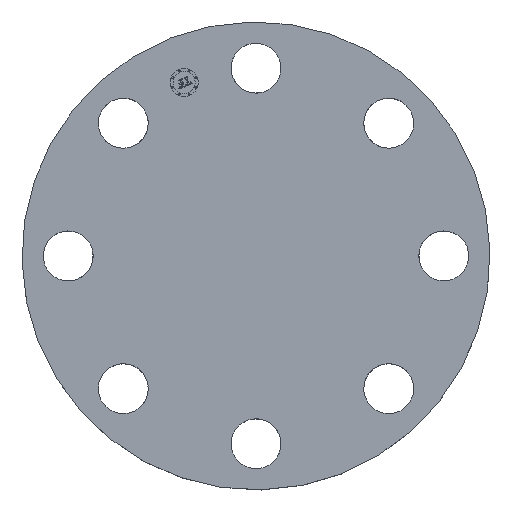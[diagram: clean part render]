
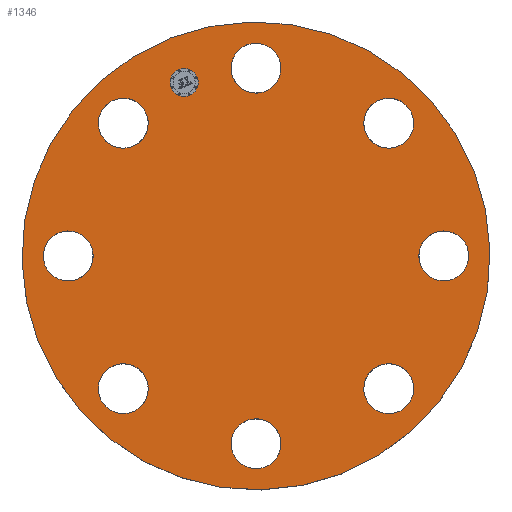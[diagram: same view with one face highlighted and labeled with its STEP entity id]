
A CAD part, top view. The second image highlights one B-rep face of the part: STEP entity #1346.
In plain terms, the highlighted planar face has unit normal (0, 0, 1).
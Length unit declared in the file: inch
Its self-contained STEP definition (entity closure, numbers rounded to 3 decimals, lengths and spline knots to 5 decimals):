
#273=AXIS2_PLACEMENT_3D('Circle Axis2P3D',#271,#272,$) ;
#294=AXIS2_PLACEMENT_3D('Circle Axis2P3D',#292,#293,$) ;
#353=AXIS2_PLACEMENT_3D('Circle Axis2P3D',#351,#352,$) ;
#374=AXIS2_PLACEMENT_3D('Circle Axis2P3D',#372,#373,$) ;
#433=AXIS2_PLACEMENT_3D('Circle Axis2P3D',#431,#432,$) ;
#454=AXIS2_PLACEMENT_3D('Circle Axis2P3D',#452,#453,$) ;
#513=AXIS2_PLACEMENT_3D('Circle Axis2P3D',#511,#512,$) ;
#534=AXIS2_PLACEMENT_3D('Circle Axis2P3D',#532,#533,$) ;
#593=AXIS2_PLACEMENT_3D('Circle Axis2P3D',#591,#592,$) ;
#614=AXIS2_PLACEMENT_3D('Circle Axis2P3D',#612,#613,$) ;
#673=AXIS2_PLACEMENT_3D('Circle Axis2P3D',#671,#672,$) ;
#694=AXIS2_PLACEMENT_3D('Circle Axis2P3D',#692,#693,$) ;
#753=AXIS2_PLACEMENT_3D('Circle Axis2P3D',#751,#752,$) ;
#774=AXIS2_PLACEMENT_3D('Circle Axis2P3D',#772,#773,$) ;
#1018=AXIS2_PLACEMENT_3D('Circle Axis2P3D',#1016,#1017,$) ;
#1037=AXIS2_PLACEMENT_3D('Circle Axis2P3D',#1035,#1036,$) ;
#1080=AXIS2_PLACEMENT_3D('Circle Axis2P3D',#1078,#1079,$) ;
#1096=AXIS2_PLACEMENT_3D('Circle Axis2P3D',#1094,#1095,$) ;
#1290=AXIS2_PLACEMENT_3D('Plane Axis2P3D',#1287,#1288,#1289) ;
#1330=AXIS2_PLACEMENT_3D('Circle Axis2P3D',#1328,#1329,$) ;
#1339=AXIS2_PLACEMENT_3D('Circle Axis2P3D',#1337,#1338,$) ;
#235=CARTESIAN_POINT('Vertex',(-1.91832,2.4644,1.06)) ;
#268=CARTESIAN_POINT('Vertex',(-2.76273,2.21665,1.06)) ;
#271=CARTESIAN_POINT('Axis2P3D Location',(-2.34052,2.34052,1.06)) ;
#292=CARTESIAN_POINT('Axis2P3D Location',(-2.34052,2.34052,1.06)) ;
#315=CARTESIAN_POINT('Vertex',(3.09905,-0.38614,1.06)) ;
#348=CARTESIAN_POINT('Vertex',(3.52095,0.38614,1.06)) ;
#351=CARTESIAN_POINT('Axis2P3D Location',(3.31,0.,1.06)) ;
#372=CARTESIAN_POINT('Axis2P3D Location',(3.31,0.,1.06)) ;
#395=CARTESIAN_POINT('Vertex',(1.91832,-2.4644,1.06)) ;
#428=CARTESIAN_POINT('Vertex',(2.76273,-2.21665,1.06)) ;
#431=CARTESIAN_POINT('Axis2P3D Location',(2.34052,-2.34052,1.06)) ;
#452=CARTESIAN_POINT('Axis2P3D Location',(2.34052,-2.34052,1.06)) ;
#475=CARTESIAN_POINT('Vertex',(2.4644,1.91832,1.06)) ;
#508=CARTESIAN_POINT('Vertex',(2.21665,2.76273,1.06)) ;
#511=CARTESIAN_POINT('Axis2P3D Location',(2.34052,2.34052,1.06)) ;
#532=CARTESIAN_POINT('Axis2P3D Location',(2.34052,2.34052,1.06)) ;
#555=CARTESIAN_POINT('Vertex',(-3.09905,0.38614,1.06)) ;
#588=CARTESIAN_POINT('Vertex',(-3.52095,-0.38614,1.06)) ;
#591=CARTESIAN_POINT('Axis2P3D Location',(-3.31,0.,1.06)) ;
#612=CARTESIAN_POINT('Axis2P3D Location',(-3.31,0.,1.06)) ;
#635=CARTESIAN_POINT('Vertex',(-0.38614,-3.09905,1.06)) ;
#668=CARTESIAN_POINT('Vertex',(0.38614,-3.52095,1.06)) ;
#671=CARTESIAN_POINT('Axis2P3D Location',(0.,-3.31,1.06)) ;
#692=CARTESIAN_POINT('Axis2P3D Location',(0.,-3.31,1.06)) ;
#715=CARTESIAN_POINT('Vertex',(-2.4644,-1.91832,1.06)) ;
#748=CARTESIAN_POINT('Vertex',(-2.21665,-2.76273,1.06)) ;
#751=CARTESIAN_POINT('Axis2P3D Location',(-2.34052,-2.34052,1.06)) ;
#772=CARTESIAN_POINT('Axis2P3D Location',(-2.34052,-2.34052,1.06)) ;
#1013=CARTESIAN_POINT('Vertex',(1.97763,3.62003,1.06)) ;
#1016=CARTESIAN_POINT('Axis2P3D Location',(0.,0.,1.06)) ;
#1020=CARTESIAN_POINT('Vertex',(-1.97763,-3.62003,1.06)) ;
#1035=CARTESIAN_POINT('Axis2P3D Location',(0.,0.,1.06)) ;
#1068=CARTESIAN_POINT('Vertex',(0.38614,3.09905,1.06)) ;
#1075=CARTESIAN_POINT('Vertex',(-0.38614,3.52095,1.06)) ;
#1078=CARTESIAN_POINT('Axis2P3D Location',(0.,3.31,1.06)) ;
#1094=CARTESIAN_POINT('Axis2P3D Location',(0.,3.31,1.06)) ;
#1287=CARTESIAN_POINT('Axis2P3D Location',(0.,4.125,1.06)) ;
#1328=CARTESIAN_POINT('Axis2P3D Location',(-1.26668,3.05804,1.06)) ;
#1332=CARTESIAN_POINT('Vertex',(-1.49534,2.96333,1.06)) ;
#1334=CARTESIAN_POINT('Vertex',(-1.03802,3.15276,1.06)) ;
#1337=CARTESIAN_POINT('Axis2P3D Location',(-1.26668,3.05804,1.06)) ;
#272=DIRECTION('Axis2P3D Direction',(0.,0.,-0.039)) ;
#293=DIRECTION('Axis2P3D Direction',(0.,0.,-0.039)) ;
#352=DIRECTION('Axis2P3D Direction',(0.,-0.,-0.039)) ;
#373=DIRECTION('Axis2P3D Direction',(0.,-0.,-0.039)) ;
#432=DIRECTION('Axis2P3D Direction',(-0.,0.,-0.039)) ;
#453=DIRECTION('Axis2P3D Direction',(-0.,0.,-0.039)) ;
#512=DIRECTION('Axis2P3D Direction',(0.,-0.,-0.039)) ;
#533=DIRECTION('Axis2P3D Direction',(0.,-0.,-0.039)) ;
#592=DIRECTION('Axis2P3D Direction',(0.,0.,-0.039)) ;
#613=DIRECTION('Axis2P3D Direction',(0.,0.,-0.039)) ;
#672=DIRECTION('Axis2P3D Direction',(-0.,0.,-0.039)) ;
#693=DIRECTION('Axis2P3D Direction',(-0.,0.,-0.039)) ;
#752=DIRECTION('Axis2P3D Direction',(0.,0.,-0.039)) ;
#773=DIRECTION('Axis2P3D Direction',(0.,0.,-0.039)) ;
#1017=DIRECTION('Axis2P3D Direction',(0.,0.,-0.039)) ;
#1036=DIRECTION('Axis2P3D Direction',(0.,0.,-0.039)) ;
#1079=DIRECTION('Axis2P3D Direction',(0.,-0.,-0.039)) ;
#1095=DIRECTION('Axis2P3D Direction',(0.,-0.,-0.039)) ;
#1288=DIRECTION('Axis2P3D Direction',(0.,0.,-0.039)) ;
#1289=DIRECTION('Axis2P3D XDirection',(0.039,0.,0.)) ;
#1329=DIRECTION('Axis2P3D Direction',(0.,0.,-0.039)) ;
#1338=DIRECTION('Axis2P3D Direction',(0.,0.,-0.039)) ;
#1293=ORIENTED_EDGE('',*,*,#1022,.F.) ;
#1294=ORIENTED_EDGE('',*,*,#1039,.F.) ;
#1297=ORIENTED_EDGE('',*,*,#1098,.T.) ;
#1298=ORIENTED_EDGE('',*,*,#1082,.T.) ;
#1301=ORIENTED_EDGE('',*,*,#515,.T.) ;
#1302=ORIENTED_EDGE('',*,*,#536,.T.) ;
#1305=ORIENTED_EDGE('',*,*,#355,.T.) ;
#1306=ORIENTED_EDGE('',*,*,#376,.T.) ;
#1309=ORIENTED_EDGE('',*,*,#435,.T.) ;
#1310=ORIENTED_EDGE('',*,*,#456,.T.) ;
#1313=ORIENTED_EDGE('',*,*,#675,.T.) ;
#1314=ORIENTED_EDGE('',*,*,#696,.T.) ;
#1317=ORIENTED_EDGE('',*,*,#755,.T.) ;
#1318=ORIENTED_EDGE('',*,*,#776,.T.) ;
#1321=ORIENTED_EDGE('',*,*,#595,.T.) ;
#1322=ORIENTED_EDGE('',*,*,#616,.T.) ;
#1325=ORIENTED_EDGE('',*,*,#275,.T.) ;
#1326=ORIENTED_EDGE('',*,*,#296,.T.) ;
#1343=ORIENTED_EDGE('',*,*,#1336,.T.) ;
#1344=ORIENTED_EDGE('',*,*,#1341,.T.) ;
#1299=FACE_BOUND('',#1296,.T.) ;
#1303=FACE_BOUND('',#1300,.T.) ;
#1307=FACE_BOUND('',#1304,.T.) ;
#1311=FACE_BOUND('',#1308,.T.) ;
#1315=FACE_BOUND('',#1312,.T.) ;
#1319=FACE_BOUND('',#1316,.T.) ;
#1323=FACE_BOUND('',#1320,.T.) ;
#1327=FACE_BOUND('',#1324,.T.) ;
#1345=FACE_BOUND('',#1342,.T.) ;
#1346=ADVANCED_FACE('PartBody',(#1295,#1299,#1303,#1307,#1311,#1315,#1319,#1323,#1327,#1345),#1291,.F.) ;
#274=CIRCLE('generated circle',#273,0.44) ;
#295=CIRCLE('generated circle',#294,0.44) ;
#354=CIRCLE('generated circle',#353,0.44) ;
#375=CIRCLE('generated circle',#374,0.44) ;
#434=CIRCLE('generated circle',#433,0.44) ;
#455=CIRCLE('generated circle',#454,0.44) ;
#514=CIRCLE('generated circle',#513,0.44) ;
#535=CIRCLE('generated circle',#534,0.44) ;
#594=CIRCLE('generated circle',#593,0.44) ;
#615=CIRCLE('generated circle',#614,0.44) ;
#674=CIRCLE('generated circle',#673,0.44) ;
#695=CIRCLE('generated circle',#694,0.44) ;
#754=CIRCLE('generated circle',#753,0.44) ;
#775=CIRCLE('generated circle',#774,0.44) ;
#1019=CIRCLE('generated circle',#1018,4.125) ;
#1038=CIRCLE('generated circle',#1037,4.125) ;
#1081=CIRCLE('generated circle',#1080,0.44) ;
#1097=CIRCLE('generated circle',#1096,0.44) ;
#1331=CIRCLE('generated circle',#1330,0.2475) ;
#1340=CIRCLE('generated circle',#1339,0.2475) ;
#275=EDGE_CURVE('',#236,#269,#274,.T.) ;
#296=EDGE_CURVE('',#269,#236,#295,.T.) ;
#355=EDGE_CURVE('',#316,#349,#354,.T.) ;
#376=EDGE_CURVE('',#349,#316,#375,.T.) ;
#435=EDGE_CURVE('',#396,#429,#434,.T.) ;
#456=EDGE_CURVE('',#429,#396,#455,.T.) ;
#515=EDGE_CURVE('',#476,#509,#514,.T.) ;
#536=EDGE_CURVE('',#509,#476,#535,.T.) ;
#595=EDGE_CURVE('',#556,#589,#594,.T.) ;
#616=EDGE_CURVE('',#589,#556,#615,.T.) ;
#675=EDGE_CURVE('',#636,#669,#674,.T.) ;
#696=EDGE_CURVE('',#669,#636,#695,.T.) ;
#755=EDGE_CURVE('',#716,#749,#754,.T.) ;
#776=EDGE_CURVE('',#749,#716,#775,.T.) ;
#1022=EDGE_CURVE('',#1014,#1021,#1019,.T.) ;
#1039=EDGE_CURVE('',#1021,#1014,#1038,.T.) ;
#1082=EDGE_CURVE('',#1069,#1076,#1081,.T.) ;
#1098=EDGE_CURVE('',#1076,#1069,#1097,.T.) ;
#1336=EDGE_CURVE('',#1333,#1335,#1331,.T.) ;
#1341=EDGE_CURVE('',#1335,#1333,#1340,.T.) ;
#1292=EDGE_LOOP('',(#1293,#1294)) ;
#1296=EDGE_LOOP('',(#1297,#1298)) ;
#1300=EDGE_LOOP('',(#1301,#1302)) ;
#1304=EDGE_LOOP('',(#1305,#1306)) ;
#1308=EDGE_LOOP('',(#1309,#1310)) ;
#1312=EDGE_LOOP('',(#1313,#1314)) ;
#1316=EDGE_LOOP('',(#1317,#1318)) ;
#1320=EDGE_LOOP('',(#1321,#1322)) ;
#1324=EDGE_LOOP('',(#1325,#1326)) ;
#1342=EDGE_LOOP('',(#1343,#1344)) ;
#1295=FACE_OUTER_BOUND('',#1292,.T.) ;
#1291=PLANE('',#1290) ;
#236=VERTEX_POINT('',#235) ;
#269=VERTEX_POINT('',#268) ;
#316=VERTEX_POINT('',#315) ;
#349=VERTEX_POINT('',#348) ;
#396=VERTEX_POINT('',#395) ;
#429=VERTEX_POINT('',#428) ;
#476=VERTEX_POINT('',#475) ;
#509=VERTEX_POINT('',#508) ;
#556=VERTEX_POINT('',#555) ;
#589=VERTEX_POINT('',#588) ;
#636=VERTEX_POINT('',#635) ;
#669=VERTEX_POINT('',#668) ;
#716=VERTEX_POINT('',#715) ;
#749=VERTEX_POINT('',#748) ;
#1014=VERTEX_POINT('',#1013) ;
#1021=VERTEX_POINT('',#1020) ;
#1069=VERTEX_POINT('',#1068) ;
#1076=VERTEX_POINT('',#1075) ;
#1333=VERTEX_POINT('',#1332) ;
#1335=VERTEX_POINT('',#1334) ;
